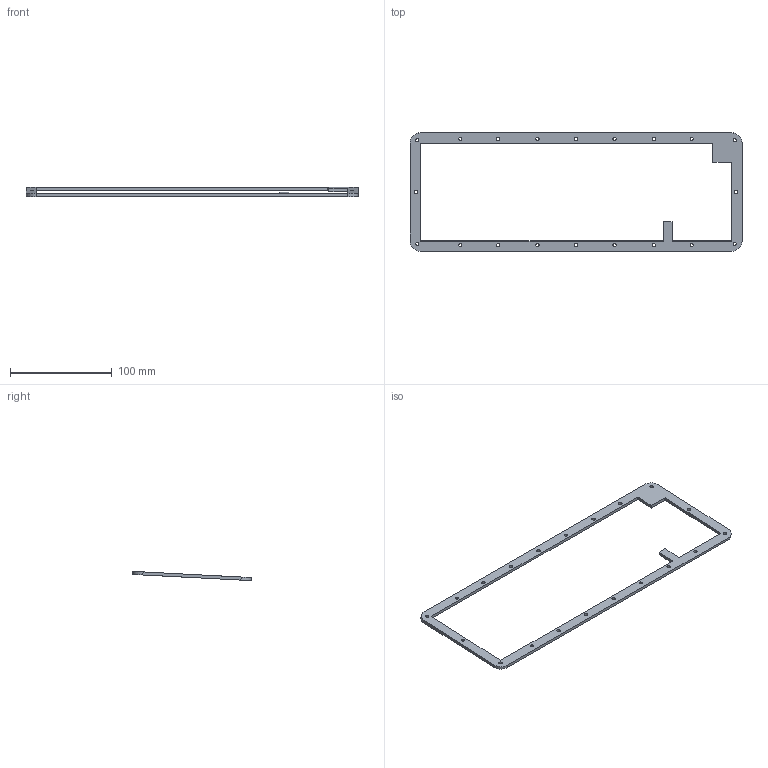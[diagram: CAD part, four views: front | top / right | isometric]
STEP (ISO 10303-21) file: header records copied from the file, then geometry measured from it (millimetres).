
FILE_DESCRIPTION(/* description */ (''),/* implementation_level */ '2;1');
FILE_NAME(/* name */ '2.step',/* time_stamp */ '2023-12-18T15:30:25+08:00',/* author */ (''),/* organization */ (''),/* preprocessor_version */ 'ST-DEVELOPER v20',/* originating_system */ 'Autodesk Translation Framework v12.14.0.127',/* authorisation */ '');
FILE_SCHEMA (('AUTOMOTIVE_DESIGN { 1 0 10303 214 3 1 1 }'));
Length unit declared in the file: millimetre
Products named in the file (1): Fusion 零部件
Bounding box: 325.85 x 116.3 x 9.08 mm (x, y, z)
Volume: 26132 mm3; surface area: 23165.5 mm2
Topology: 1 solids, 1 shells, 50 faces, 144 edges, 96 vertices
Faces by surface type: cylinder 34, plane 16
Full cylindrical faces by diameter (mm): 3.3 x20
Entity records: 1800 total; most frequent: DIRECTION 314, CARTESIAN_POINT 291, ORIENTED_EDGE 288, EDGE_CURVE 144, AXIS2_PLACEMENT_3D 119, VERTEX_POINT 96, EDGE_LOOP 92, LINE 76
